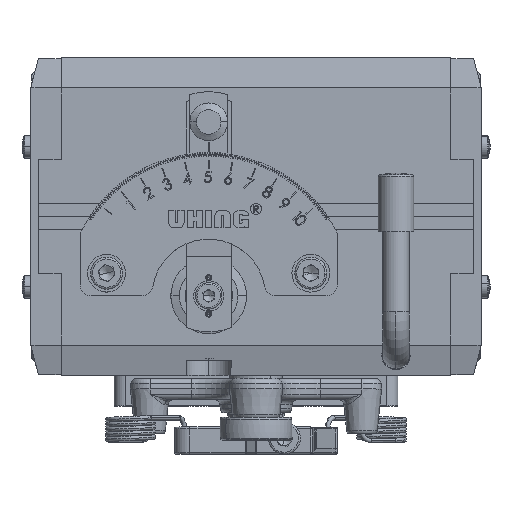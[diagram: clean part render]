
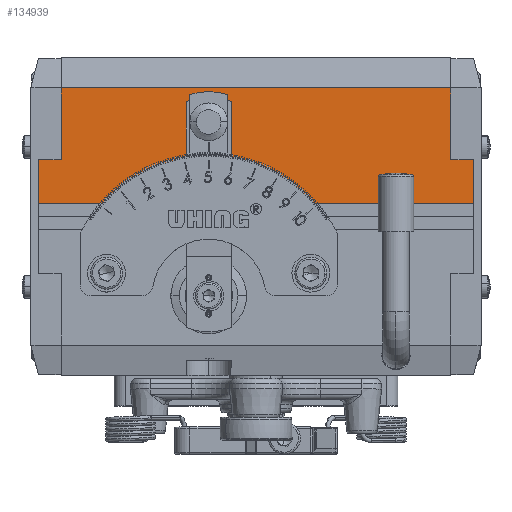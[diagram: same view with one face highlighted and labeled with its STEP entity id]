
A CAD part, top view. The second image highlights one B-rep face of the part: STEP entity #134939.
In plain terms, the highlighted planar face has unit normal (0, 0, 1).
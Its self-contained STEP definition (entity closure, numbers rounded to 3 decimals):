
#68 = EDGE_CURVE ( 'NONE', #152214, #63584, #28504, .T. ) ;
#7051 = EDGE_CURVE ( 'NONE', #14397, #25518, #14968, .T. ) ;
#9662 = VECTOR ( 'NONE', #145980, 1000. ) ;
#12797 = VECTOR ( 'NONE', #134660, 1000. ) ;
#14397 = VERTEX_POINT ( 'NONE', #97429 ) ;
#14968 = LINE ( 'NONE', #171587, #139918 ) ;
#17065 = PLANE ( 'NONE',  #32850 ) ;
#21203 = VECTOR ( 'NONE', #35279, 1000. ) ;
#23637 = EDGE_LOOP ( 'NONE', ( #90111, #55555, #95056, #149815, #132215, #100423, #154763, #88325 ) ) ;
#25518 = VERTEX_POINT ( 'NONE', #168672 ) ;
#25661 = CARTESIAN_POINT ( 'NONE',  ( 51.5, 34., 34. ) ) ;
#28504 = LINE ( 'NONE', #187967, #9662 ) ;
#32414 = VECTOR ( 'NONE', #169823, 1000. ) ;
#32850 = AXIS2_PLACEMENT_3D ( 'NONE', #65634, #137204, #180242 ) ;
#33229 = FACE_OUTER_BOUND ( 'NONE', #23637, .T. ) ;
#33555 = CARTESIAN_POINT ( 'NONE',  ( 57.5, 3.5, 34. ) ) ;
#35279 = DIRECTION ( 'NONE',  ( -1., 0., 0. ) ) ;
#35951 = VECTOR ( 'NONE', #113514, 1000. ) ;
#38769 = CARTESIAN_POINT ( 'NONE',  ( -51.5, 34., 34. ) ) ;
#39011 = CARTESIAN_POINT ( 'NONE',  ( 57.5, 34., 34. ) ) ;
#40779 = VERTEX_POINT ( 'NONE', #38769 ) ;
#42817 = CARTESIAN_POINT ( 'NONE',  ( -51.5, 34., 34. ) ) ;
#46673 = EDGE_CURVE ( 'NONE', #152214, #56201, #125916, .T. ) ;
#53294 = LINE ( 'NONE', #39011, #21203 ) ;
#55555 = ORIENTED_EDGE ( 'NONE', *, *, #77198, .T. ) ;
#56201 = VERTEX_POINT ( 'NONE', #85895 ) ;
#58792 = EDGE_CURVE ( 'NONE', #40779, #152570, #173599, .T. ) ;
#63091 = CARTESIAN_POINT ( 'NONE',  ( 57.5, 15., 34. ) ) ;
#63459 = EDGE_CURVE ( 'NONE', #63584, #25518, #164344, .T. ) ;
#63584 = VERTEX_POINT ( 'NONE', #135643 ) ;
#65634 = CARTESIAN_POINT ( 'NONE',  ( 57.5, 34., 34. ) ) ;
#70521 = LINE ( 'NONE', #25661, #35951 ) ;
#72519 = VERTEX_POINT ( 'NONE', #162245 ) ;
#77198 = EDGE_CURVE ( 'NONE', #152570, #14397, #150006, .T. ) ;
#84785 = CARTESIAN_POINT ( 'NONE',  ( 57.5, 15., 34. ) ) ;
#85895 = CARTESIAN_POINT ( 'NONE',  ( 51.5, 15., 34. ) ) ;
#88325 = ORIENTED_EDGE ( 'NONE', *, *, #111168, .T. ) ;
#89901 = DIRECTION ( 'NONE',  ( -1., 0., 0. ) ) ;
#90111 = ORIENTED_EDGE ( 'NONE', *, *, #58792, .T. ) ;
#95056 = ORIENTED_EDGE ( 'NONE', *, *, #7051, .T. ) ;
#97429 = CARTESIAN_POINT ( 'NONE',  ( -57.5, 15., 34. ) ) ;
#100423 = ORIENTED_EDGE ( 'NONE', *, *, #46673, .T. ) ;
#101058 = DIRECTION ( 'NONE',  ( 0., -1., 0. ) ) ;
#103377 = VECTOR ( 'NONE', #89901, 1000. ) ;
#111168 = EDGE_CURVE ( 'NONE', #72519, #40779, #53294, .T. ) ;
#112532 = CARTESIAN_POINT ( 'NONE',  ( 57.5, 15., 34. ) ) ;
#113514 = DIRECTION ( 'NONE',  ( 0., 1., 0. ) ) ;
#122152 = VECTOR ( 'NONE', #101058, 1000. ) ;
#125916 = LINE ( 'NONE', #84785, #32414 ) ;
#130099 = EDGE_CURVE ( 'NONE', #56201, #72519, #70521, .T. ) ;
#132215 = ORIENTED_EDGE ( 'NONE', *, *, #68, .F. ) ;
#134660 = DIRECTION ( 'NONE',  ( -1., 0., 0. ) ) ;
#134939 = ADVANCED_FACE ( 'NONE', ( #33229 ), #17065, .F. ) ;
#135643 = CARTESIAN_POINT ( 'NONE',  ( 57.5, 3.5, 34. ) ) ;
#137204 = DIRECTION ( 'NONE',  ( 0., 0., -1. ) ) ;
#139269 = CARTESIAN_POINT ( 'NONE',  ( -51.5, 15., 34. ) ) ;
#139918 = VECTOR ( 'NONE', #159137, 1000. ) ;
#145980 = DIRECTION ( 'NONE',  ( 0., -1., 0. ) ) ;
#149815 = ORIENTED_EDGE ( 'NONE', *, *, #63459, .F. ) ;
#150006 = LINE ( 'NONE', #63091, #12797 ) ;
#152214 = VERTEX_POINT ( 'NONE', #112532 ) ;
#152570 = VERTEX_POINT ( 'NONE', #139269 ) ;
#154763 = ORIENTED_EDGE ( 'NONE', *, *, #130099, .T. ) ;
#159137 = DIRECTION ( 'NONE',  ( 0., -1., 0. ) ) ;
#162245 = CARTESIAN_POINT ( 'NONE',  ( 51.5, 34., 34. ) ) ;
#164344 = LINE ( 'NONE', #33555, #103377 ) ;
#168672 = CARTESIAN_POINT ( 'NONE',  ( -57.5, 3.5, 34. ) ) ;
#169823 = DIRECTION ( 'NONE',  ( -1., 0., 0. ) ) ;
#171587 = CARTESIAN_POINT ( 'NONE',  ( -57.5, 34., 34. ) ) ;
#173599 = LINE ( 'NONE', #42817, #122152 ) ;
#180242 = DIRECTION ( 'NONE',  ( 0., 1., 0. ) ) ;
#187967 = CARTESIAN_POINT ( 'NONE',  ( 57.5, 34., 34. ) ) ;
